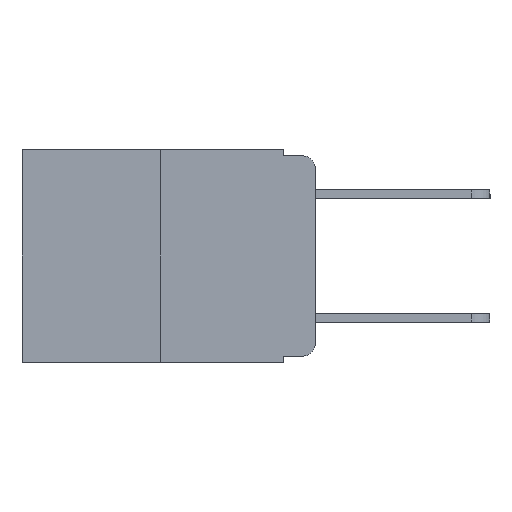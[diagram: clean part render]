
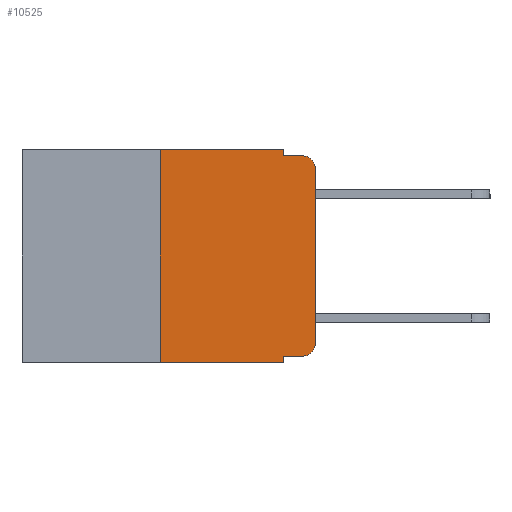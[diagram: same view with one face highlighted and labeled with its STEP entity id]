
A CAD part, left-side view. The second image highlights one B-rep face of the part: STEP entity #10525.
In plain terms, the highlighted planar face has unit normal (-1, 0, 0).
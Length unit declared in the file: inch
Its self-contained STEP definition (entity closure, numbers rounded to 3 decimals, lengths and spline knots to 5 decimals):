
#54 = ORIENTED_EDGE ( 'NONE', *, *, #8790, .F. ) ;
#429 = VERTEX_POINT ( 'NONE', #18811 ) ;
#519 = LINE ( 'NONE', #14527, #4669 ) ;
#619 = VERTEX_POINT ( 'NONE', #2972 ) ;
#1091 = VECTOR ( 'NONE', #12942, 39.37008 ) ;
#1155 = VERTEX_POINT ( 'NONE', #19417 ) ;
#1530 = CARTESIAN_POINT ( 'NONE',  ( 0., 0.473, -0.343 ) ) ;
#1643 = LINE ( 'NONE', #15922, #7329 ) ;
#1683 = VERTEX_POINT ( 'NONE', #19436 ) ;
#1812 = ORIENTED_EDGE ( 'NONE', *, *, #8852, .T. ) ;
#2238 = LINE ( 'NONE', #1530, #14953 ) ;
#2903 = AXIS2_PLACEMENT_3D ( 'NONE', #9661, #20334, #11323 ) ;
#2916 = VERTEX_POINT ( 'NONE', #8311 ) ;
#2972 = CARTESIAN_POINT ( 'NONE',  ( 0., 0.051, 0. ) ) ;
#3032 = VERTEX_POINT ( 'NONE', #17483 ) ;
#3180 = ORIENTED_EDGE ( 'NONE', *, *, #8823, .F. ) ;
#3312 = DIRECTION ( 'NONE',  ( 0., -1., 0. ) ) ;
#3961 = CARTESIAN_POINT ( 'NONE',  ( 0., 0.051, -0.01 ) ) ;
#4111 = AXIS2_PLACEMENT_3D ( 'NONE', #17739, #19169, #9946 ) ;
#4669 = VECTOR ( 'NONE', #6364, 39.37008 ) ;
#5207 = AXIS2_PLACEMENT_3D ( 'NONE', #17748, #8217, #19175 ) ;
#5898 = CARTESIAN_POINT ( 'NONE',  ( 0., 0.473, 0. ) ) ;
#6217 = DIRECTION ( 'NONE',  ( 0., 0., 1. ) ) ;
#6364 = DIRECTION ( 'NONE',  ( 0., 0., -1. ) ) ;
#6432 = DIRECTION ( 'NONE',  ( 0., 0., 1. ) ) ;
#7329 = VECTOR ( 'NONE', #6217, 39.37008 ) ;
#7339 = CARTESIAN_POINT ( 'NONE',  ( 0., 0.051, -0.333 ) ) ;
#7438 = CARTESIAN_POINT ( 'NONE',  ( 0., 0.051, -0.343 ) ) ;
#7788 = EDGE_CURVE ( 'NONE', #1155, #619, #18113, .T. ) ;
#7926 = CARTESIAN_POINT ( 'NONE',  ( 0., 0.051, -0.01 ) ) ;
#8104 = VERTEX_POINT ( 'NONE', #7438 ) ;
#8128 = VECTOR ( 'NONE', #19113, 39.37008 ) ;
#8217 = DIRECTION ( 'NONE',  ( -1., 0., 0. ) ) ;
#8263 = ORIENTED_EDGE ( 'NONE', *, *, #8828, .T. ) ;
#8311 = CARTESIAN_POINT ( 'NONE',  ( 0., 0.02, -0.333 ) ) ;
#8419 = EDGE_CURVE ( 'NONE', #3032, #8104, #2238, .T. ) ;
#8582 = VERTEX_POINT ( 'NONE', #7339 ) ;
#8652 = LINE ( 'NONE', #16123, #16624 ) ;
#8751 = EDGE_CURVE ( 'NONE', #429, #20172, #1643, .T. ) ;
#8754 = EDGE_CURVE ( 'NONE', #20172, #1683, #18943, .T. ) ;
#8759 = EDGE_CURVE ( 'NONE', #17355, #1683, #18494, .T. ) ;
#8790 = EDGE_CURVE ( 'NONE', #619, #17355, #519, .T. ) ;
#8821 = EDGE_CURVE ( 'NONE', #3032, #1155, #8652, .T. ) ;
#8823 = EDGE_CURVE ( 'NONE', #8582, #8104, #20466, .T. ) ;
#8828 = EDGE_CURVE ( 'NONE', #8582, #2916, #12578, .T. ) ;
#8852 = EDGE_CURVE ( 'NONE', #2916, #429, #16134, .T. ) ;
#9661 = CARTESIAN_POINT ( 'NONE',  ( 0., 0.02, -0.03 ) ) ;
#9812 = VECTOR ( 'NONE', #15604, 39.37008 ) ;
#9887 = CARTESIAN_POINT ( 'NONE',  ( 0., 0.051, -0.333 ) ) ;
#9946 = DIRECTION ( 'NONE',  ( 0., 0., -1. ) ) ;
#10525 = ADVANCED_FACE ( 'NONE', ( #14408 ), #16181, .F. ) ;
#11145 = ORIENTED_EDGE ( 'NONE', *, *, #8759, .F. ) ;
#11323 = DIRECTION ( 'NONE',  ( 0., 0., -1. ) ) ;
#11531 = DIRECTION ( 'NONE',  ( 0., -1., 0. ) ) ;
#12578 = LINE ( 'NONE', #9887, #20026 ) ;
#12942 = DIRECTION ( 'NONE',  ( 0., -1., 0. ) ) ;
#14408 = FACE_OUTER_BOUND ( 'NONE', #18934, .T. ) ;
#14527 = CARTESIAN_POINT ( 'NONE',  ( 0., 0.051, 0. ) ) ;
#14806 = ORIENTED_EDGE ( 'NONE', *, *, #8419, .T. ) ;
#14953 = VECTOR ( 'NONE', #3312, 39.37008 ) ;
#15604 = DIRECTION ( 'NONE',  ( 0., -1., 0. ) ) ;
#15922 = CARTESIAN_POINT ( 'NONE',  ( 0., 0., 0. ) ) ;
#16123 = CARTESIAN_POINT ( 'NONE',  ( 0., 0.25, 0. ) ) ;
#16134 = CIRCLE ( 'NONE', #5207, 0.02 ) ;
#16181 = PLANE ( 'NONE',  #4111 ) ;
#16500 = ORIENTED_EDGE ( 'NONE', *, *, #8821, .F. ) ;
#16624 = VECTOR ( 'NONE', #6432, 39.37008 ) ;
#17209 = ORIENTED_EDGE ( 'NONE', *, *, #8754, .T. ) ;
#17355 = VERTEX_POINT ( 'NONE', #3961 ) ;
#17483 = CARTESIAN_POINT ( 'NONE',  ( 0., 0.25, -0.343 ) ) ;
#17680 = CARTESIAN_POINT ( 'NONE',  ( 0., 0.051, 0. ) ) ;
#17739 = CARTESIAN_POINT ( 'NONE',  ( 0., 0.473, 0. ) ) ;
#17748 = CARTESIAN_POINT ( 'NONE',  ( 0., 0.02, -0.313 ) ) ;
#17889 = CARTESIAN_POINT ( 'NONE',  ( 0., 0., -0.03 ) ) ;
#18113 = LINE ( 'NONE', #5898, #9812 ) ;
#18494 = LINE ( 'NONE', #7926, #1091 ) ;
#18811 = CARTESIAN_POINT ( 'NONE',  ( 0., 0., -0.313 ) ) ;
#18934 = EDGE_LOOP ( 'NONE', ( #20551, #17209, #11145, #54, #19484, #16500, #14806, #3180, #8263, #1812 ) ) ;
#18943 = CIRCLE ( 'NONE', #2903, 0.02 ) ;
#19113 = DIRECTION ( 'NONE',  ( 0., 0., -1. ) ) ;
#19169 = DIRECTION ( 'NONE',  ( 1., 0., 0. ) ) ;
#19175 = DIRECTION ( 'NONE',  ( 0., 0., -1. ) ) ;
#19417 = CARTESIAN_POINT ( 'NONE',  ( 0., 0.25, 0. ) ) ;
#19436 = CARTESIAN_POINT ( 'NONE',  ( 0., 0.02, -0.01 ) ) ;
#19484 = ORIENTED_EDGE ( 'NONE', *, *, #7788, .F. ) ;
#20026 = VECTOR ( 'NONE', #11531, 39.37008 ) ;
#20172 = VERTEX_POINT ( 'NONE', #17889 ) ;
#20334 = DIRECTION ( 'NONE',  ( -1., 0., 0. ) ) ;
#20466 = LINE ( 'NONE', #17680, #8128 ) ;
#20551 = ORIENTED_EDGE ( 'NONE', *, *, #8751, .T. ) ;
